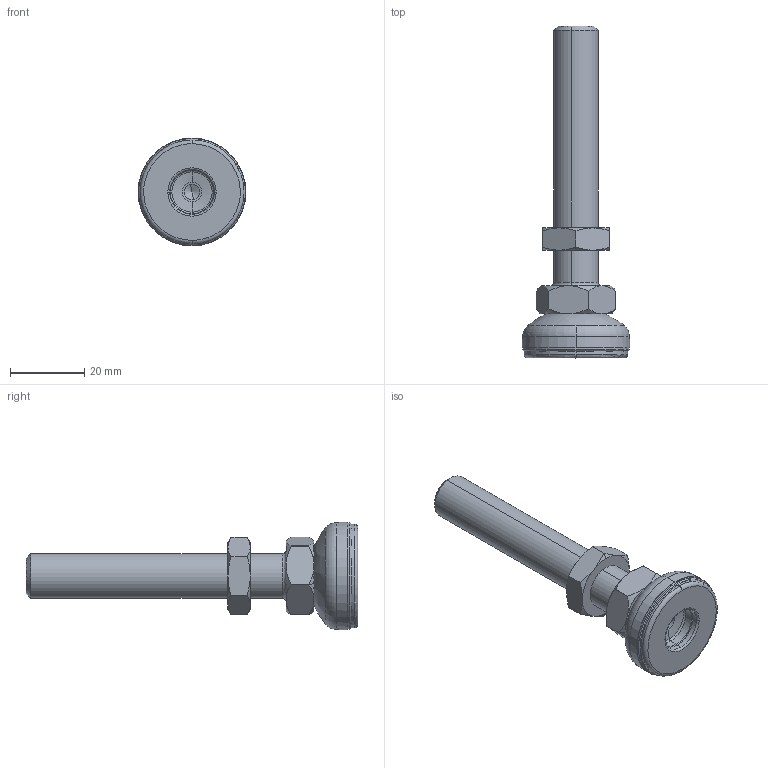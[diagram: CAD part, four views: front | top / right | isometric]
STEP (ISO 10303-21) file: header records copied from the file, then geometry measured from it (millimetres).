
FILE_DESCRIPTION (( 'STEP AP203' ), '1' );
FILE_NAME ('A60.18.30.03 ECO feet nylon 30 - M12 x 70.STEP', '2018-09-28T13:01:23', ( '' ), ( '' ), 'SwSTEP 2.0', 'SolidWorks 2015', '' );
FILE_SCHEMA (( 'CONFIG_CONTROL_DESIGN' ));
Length unit declared in the file: inch
Products named in the file (2): A60.18.30.03 ECO feet nylon 30 - M12 x 70
Bounding box: 29 x 89.36 x 29 mm (x, y, z)
Volume: 17057.3 mm3; surface area: 9390.2 mm2
Topology: 4 solids, 4 shells, 140 faces, 326 edges, 199 vertices
Faces by surface type: cone 46, torus 34, cylinder 32, plane 24, bspline 3, sphere 1
Entity records: 6590 total; most frequent: CARTESIAN_POINT 3236, DIRECTION 716, ORIENTED_EDGE 648, EDGE_CURVE 324, AXIS2_PLACEMENT_3D 319, VERTEX_POINT 199, CIRCLE 180, EDGE_LOOP 153
